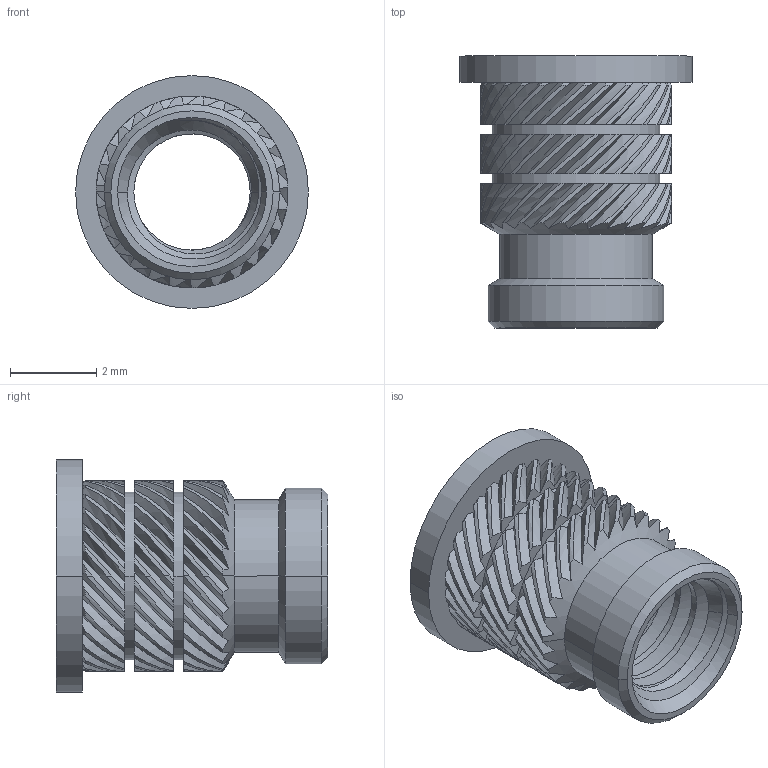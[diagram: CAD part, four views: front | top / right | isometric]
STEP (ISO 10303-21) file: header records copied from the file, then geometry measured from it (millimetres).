
FILE_DESCRIPTION (( 'STEP AP214' ), '1' );
FILE_NAME ('F2-H-B-M3-Pressfit.STEP', '2014-10-10T01:16:53', ( 'Sachin10393' ), ( '' ), 'SwSTEP 2.0', 'SolidWorks 2013', '' );
FILE_SCHEMA (( 'AUTOMOTIVE_DESIGN' ));
Length unit declared in the file: millimetre
Products named in the file (1): F2-H-B-M3-Pressfit
Bounding box: 5.4 x 6.3 x 5.4 mm (x, y, z)
Volume: 43.2 mm3; surface area: 251.1 mm2
Topology: 1 solids, 1 shells, 328 faces, 955 edges, 634 vertices
Faces by surface type: bspline 164, cylinder 117, cone 40, plane 7
Entity records: 18543 total; most frequent: CARTESIAN_POINT 12069, ORIENTED_EDGE 1910, EDGE_CURVE 955, DIRECTION 814, VERTEX_POINT 634, AXIS2_PLACEMENT_3D 383, EDGE_LOOP 335, ADVANCED_FACE 328
